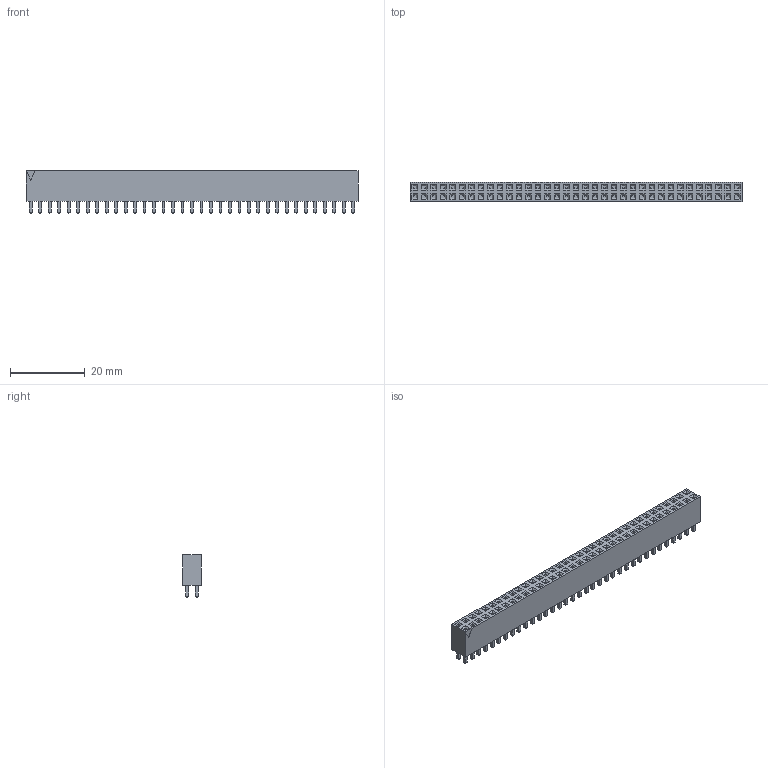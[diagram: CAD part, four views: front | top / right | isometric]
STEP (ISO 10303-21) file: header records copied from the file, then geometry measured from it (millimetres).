
FILE_DESCRIPTION(('FreeCAD Model'),'2;1');
FILE_NAME('2388745.4.1.stp','2020-07-11T12:17:20',( 'Author'),(''),'Open CASCADE STEP processor 6.9','FreeCAD','Unknown' );
FILE_SCHEMA(('AUTOMOTIVE_DESIGN { 1 0 10303 214 1 1 1 1 }'));
Length unit declared in the file: millimetre
Products named in the file (3): ASSEMBLY; Body; LeadsArray
Assembly tree (2 placements, depth 2):
  ASSEMBLY
    Body
    LeadsArray
Bounding box: 88.9 x 5.08 x 11.44 mm (x, y, z)
Volume: 3630.5 mm3; surface area: 4892.2 mm2
Topology: 71 solids, 71 shells, 1339 faces, 2821 edges, 1694 vertices
Faces by surface type: plane 1339
Entity records: 71497 total; most frequent: CARTESIAN_POINT 11499, DIRECTION 11147, LINE 8463, VECTOR 8463, ORIENTED_EDGE 5642, PCURVE 5642, DEFINITIONAL_REPRESENTATION 5642, EDGE_CURVE 2821
